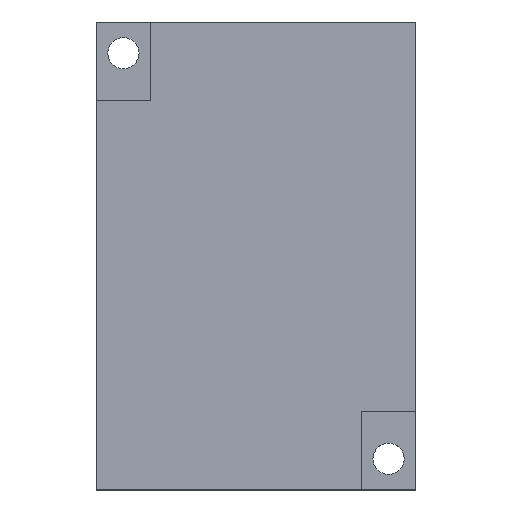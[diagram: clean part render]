
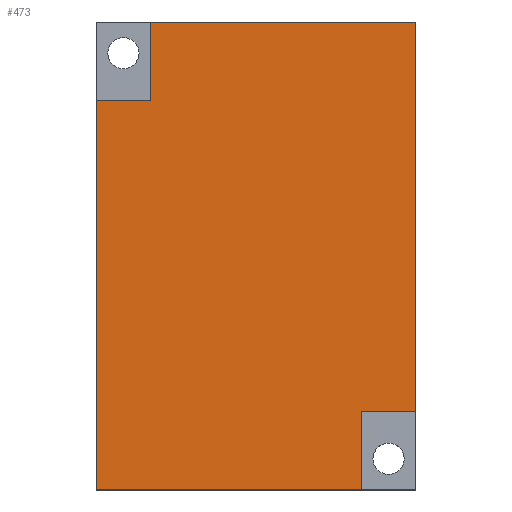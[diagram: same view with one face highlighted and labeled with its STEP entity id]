
A CAD part, top view. The second image highlights one B-rep face of the part: STEP entity #473.
In plain terms, the highlighted planar face has unit normal (0, 0, 1).
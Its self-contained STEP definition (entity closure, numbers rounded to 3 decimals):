
#5 = CARTESIAN_POINT ( 'NONE',  ( 0., 0., 8. ) ) ;
#17 = AXIS2_PLACEMENT_3D ( 'NONE', #5, #137, #184 ) ;
#18 = LINE ( 'NONE', #419, #109 ) ;
#25 = CARTESIAN_POINT ( 'NONE',  ( -20.5, 30., 8. ) ) ;
#33 = CARTESIAN_POINT ( 'NONE',  ( -20.5, -30., 8. ) ) ;
#48 = VERTEX_POINT ( 'NONE', #483 ) ;
#71 = CARTESIAN_POINT ( 'NONE',  ( -20.5, 19.94, 8. ) ) ;
#90 = VECTOR ( 'NONE', #529, 1000. ) ;
#96 = EDGE_CURVE ( 'NONE', #245, #48, #288, .T. ) ;
#99 = CARTESIAN_POINT ( 'NONE',  ( -13.513, 19.94, 8. ) ) ;
#109 = VECTOR ( 'NONE', #391, 1000. ) ;
#125 = CARTESIAN_POINT ( 'NONE',  ( 13.513, -30., 8. ) ) ;
#129 = EDGE_CURVE ( 'NONE', #48, #580, #443, .T. ) ;
#137 = DIRECTION ( 'NONE',  ( 0., 0., 1. ) ) ;
#157 = EDGE_CURVE ( 'NONE', #245, #493, #484, .T. ) ;
#169 = ORIENTED_EDGE ( 'NONE', *, *, #299, .T. ) ;
#171 = CARTESIAN_POINT ( 'NONE',  ( 13.513, -19.94, 8. ) ) ;
#184 = DIRECTION ( 'NONE',  ( 1., 0., 0. ) ) ;
#187 = CARTESIAN_POINT ( 'NONE',  ( -13.513, 30., 8. ) ) ;
#198 = VERTEX_POINT ( 'NONE', #550 ) ;
#207 = DIRECTION ( 'NONE',  ( 1., 0., 0. ) ) ;
#215 = VECTOR ( 'NONE', #440, 1000. ) ;
#217 = ORIENTED_EDGE ( 'NONE', *, *, #478, .F. ) ;
#220 = ORIENTED_EDGE ( 'NONE', *, *, #157, .F. ) ;
#236 = CARTESIAN_POINT ( 'NONE',  ( 13.513, -30., 8. ) ) ;
#244 = LINE ( 'NONE', #236, #363 ) ;
#245 = VERTEX_POINT ( 'NONE', #423 ) ;
#277 = EDGE_CURVE ( 'NONE', #392, #580, #244, .T. ) ;
#287 = FACE_OUTER_BOUND ( 'NONE', #451, .T. ) ;
#288 = LINE ( 'NONE', #25, #215 ) ;
#289 = EDGE_CURVE ( 'NONE', #365, #392, #18, .T. ) ;
#299 = EDGE_CURVE ( 'NONE', #198, #324, #435, .T. ) ;
#310 = ORIENTED_EDGE ( 'NONE', *, *, #277, .F. ) ;
#324 = VERTEX_POINT ( 'NONE', #187 ) ;
#330 = DIRECTION ( 'NONE',  ( 0., 1., 0. ) ) ;
#343 = CARTESIAN_POINT ( 'NONE',  ( -20.5, 30., 8. ) ) ;
#357 = CARTESIAN_POINT ( 'NONE',  ( 20.5, -19.94, 8. ) ) ;
#363 = VECTOR ( 'NONE', #381, 1000. ) ;
#365 = VERTEX_POINT ( 'NONE', #357 ) ;
#371 = VECTOR ( 'NONE', #561, 1000. ) ;
#379 = ORIENTED_EDGE ( 'NONE', *, *, #96, .T. ) ;
#381 = DIRECTION ( 'NONE',  ( 0., -1., 0. ) ) ;
#391 = DIRECTION ( 'NONE',  ( -1., 0., 0. ) ) ;
#392 = VERTEX_POINT ( 'NONE', #171 ) ;
#419 = CARTESIAN_POINT ( 'NONE',  ( 20.5, -19.94, 8. ) ) ;
#423 = CARTESIAN_POINT ( 'NONE',  ( -20.5, 19.94, 8. ) ) ;
#425 = LINE ( 'NONE', #459, #541 ) ;
#435 = LINE ( 'NONE', #343, #371 ) ;
#440 = DIRECTION ( 'NONE',  ( 0., -1., 0. ) ) ;
#443 = LINE ( 'NONE', #33, #90 ) ;
#445 = ORIENTED_EDGE ( 'NONE', *, *, #480, .T. ) ;
#451 = EDGE_LOOP ( 'NONE', ( #310, #542, #445, #169, #217, #220, #379, #503 ) ) ;
#459 = CARTESIAN_POINT ( 'NONE',  ( 20.5, 30., 8. ) ) ;
#473 = ADVANCED_FACE ( 'NONE', ( #287 ), #501, .T. ) ;
#478 = EDGE_CURVE ( 'NONE', #493, #324, #519, .T. ) ;
#480 = EDGE_CURVE ( 'NONE', #365, #198, #425, .T. ) ;
#483 = CARTESIAN_POINT ( 'NONE',  ( -20.5, -30., 8. ) ) ;
#484 = LINE ( 'NONE', #71, #572 ) ;
#490 = VECTOR ( 'NONE', #330, 1000. ) ;
#493 = VERTEX_POINT ( 'NONE', #99 ) ;
#501 = PLANE ( 'NONE',  #17 ) ;
#503 = ORIENTED_EDGE ( 'NONE', *, *, #129, .T. ) ;
#510 = CARTESIAN_POINT ( 'NONE',  ( -13.513, 30., 8. ) ) ;
#519 = LINE ( 'NONE', #510, #490 ) ;
#529 = DIRECTION ( 'NONE',  ( 1., 0., 0. ) ) ;
#541 = VECTOR ( 'NONE', #543, 1000. ) ;
#542 = ORIENTED_EDGE ( 'NONE', *, *, #289, .F. ) ;
#543 = DIRECTION ( 'NONE',  ( 0., 1., 0. ) ) ;
#550 = CARTESIAN_POINT ( 'NONE',  ( 20.5, 30., 8. ) ) ;
#561 = DIRECTION ( 'NONE',  ( -1., 0., 0. ) ) ;
#572 = VECTOR ( 'NONE', #207, 1000. ) ;
#580 = VERTEX_POINT ( 'NONE', #125 ) ;
